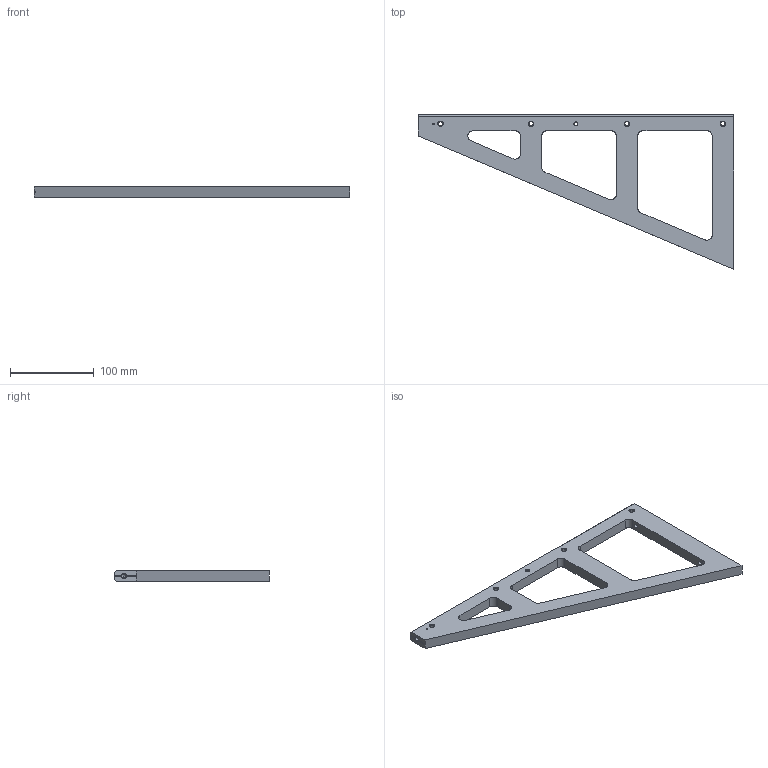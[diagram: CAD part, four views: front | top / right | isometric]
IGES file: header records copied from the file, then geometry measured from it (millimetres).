
Start section: SolidWorks IGES file using analytic representation for surfaces
Global section: file name: D1003172-v2 ALIGO SR3 HR BAFFLE VERTICAL SUPPORT.IGS; native system: SolidWorks 2012; preprocessor: SolidWorks 2012; author: tnguyen; date: 120420.061009; units: inch
Bounding box: 375.49 x 184.15 x 12.7 mm (x, y, z)
Surface area: 68065.1 mm2 (no closed solid volume)
Topology: 0 solids, 0 shells, 86 faces, 1175 edges, 1173 vertices
Faces by surface type: revolution 60, bspline 26
